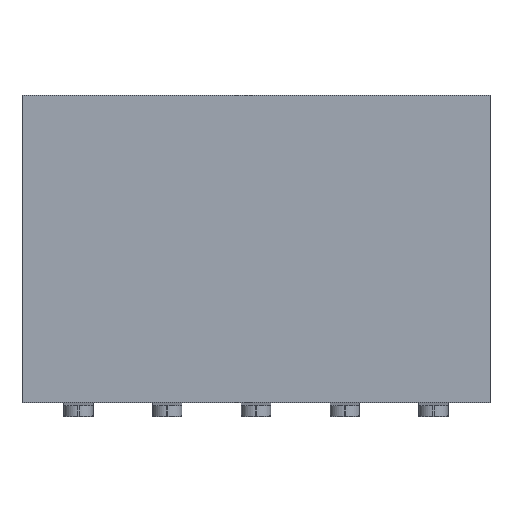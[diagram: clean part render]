
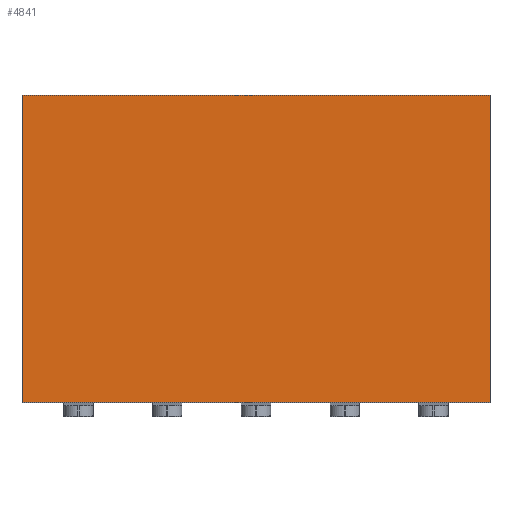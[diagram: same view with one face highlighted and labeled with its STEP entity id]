
A CAD part, top view. The second image highlights one B-rep face of the part: STEP entity #4841.
In plain terms, the highlighted planar face has unit normal (0, 0, 1).
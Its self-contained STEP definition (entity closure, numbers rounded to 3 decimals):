
#2095=DIRECTION('',(1.,0.,0.));
#2096=VECTOR('',#2095,6.7);
#2097=CARTESIAN_POINT('',(-0.175,0.,1.55));
#2098=LINE('',#2097,#2096);
#2102=DIRECTION('',(-1.,0.,0.));
#2103=VECTOR('',#2102,6.7);
#2104=CARTESIAN_POINT('',(6.525,-4.4,1.55));
#2105=LINE('',#2104,#2103);
#2158=DIRECTION('',(0.,1.,0.));
#2159=VECTOR('',#2158,4.4);
#2160=CARTESIAN_POINT('',(6.525,-4.4,1.55));
#2161=LINE('',#2160,#2159);
#2179=DIRECTION('',(0.,1.,0.));
#2180=VECTOR('',#2179,4.4);
#2181=CARTESIAN_POINT('',(-0.175,-4.4,1.55));
#2182=LINE('',#2181,#2180);
#2817=CARTESIAN_POINT('',(-0.175,0.,1.55));
#2819=VERTEX_POINT('',#2817);
#2831=CARTESIAN_POINT('',(-0.175,-4.4,1.55));
#2832=VERTEX_POINT('',#2831);
#2833=CARTESIAN_POINT('',(6.525,0.,1.55));
#2835=VERTEX_POINT('',#2833);
#2847=CARTESIAN_POINT('',(6.525,-4.4,1.55));
#2848=VERTEX_POINT('',#2847);
#4828=CARTESIAN_POINT('',(1.27,0.,1.55));
#4829=DIRECTION('',(0.,0.,1.));
#4830=DIRECTION('',(-1.,0.,0.));
#4831=AXIS2_PLACEMENT_3D('',#4828,#4829,#4830);
#4832=PLANE('',#4831);
#4833=ORIENTED_EDGE('',*,*,#2858,.T.);
#4835=ORIENTED_EDGE('',*,*,#4834,.F.);
#4836=ORIENTED_EDGE('',*,*,#4802,.T.);
#4838=ORIENTED_EDGE('',*,*,#4837,.T.);
#4839=EDGE_LOOP('',(#4833,#4835,#4836,#4838));
#4840=FACE_OUTER_BOUND('',#4839,.F.);
#2858=EDGE_CURVE('',#2819,#2835,#2098,.T.);
#4802=EDGE_CURVE('',#2848,#2832,#2105,.T.);
#4834=EDGE_CURVE('',#2848,#2835,#2161,.T.);
#4837=EDGE_CURVE('',#2832,#2819,#2182,.T.);
#4841=ADVANCED_FACE('',(#4840),#4832,.T.);
